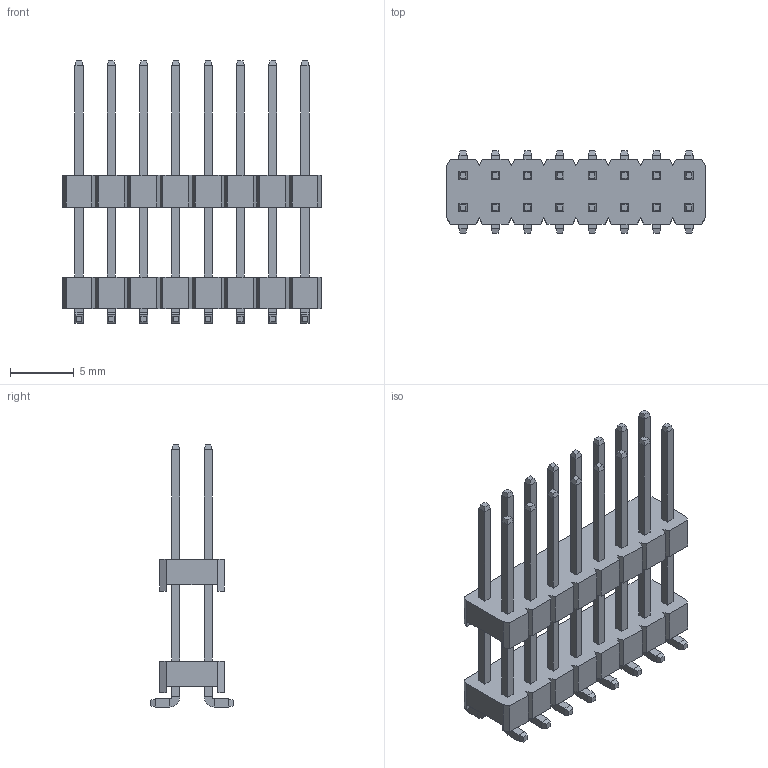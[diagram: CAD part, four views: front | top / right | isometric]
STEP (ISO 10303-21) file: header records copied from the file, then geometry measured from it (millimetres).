
FILE_DESCRIPTION (( 'STEP AP214' ), '1' );
FILE_NAME ('FPH25473-D16S1014310516M-REF.STEP', '2025-04-01T01:53:20', ( '' ), ( '' ), 'SwSTEP 2.0', 'SolidWorks 2021', '' );
FILE_SCHEMA (( 'AUTOMOTIVE_DESIGN' ));
Length unit declared in the file: millimetre
Products named in the file (1): FPH25473-D16S1014310516M-REF
Bounding box: 20.32 x 6.5 x 20.62 mm (x, y, z)
Volume: 541.9 mm3; surface area: 1447.1 mm2
Topology: 1 solids, 1 shells, 592 faces, 1412 edges, 856 vertices
Faces by surface type: plane 560, cylinder 32
Entity records: 16566 total; most frequent: CARTESIAN_POINT 2861, ORIENTED_EDGE 2824, DIRECTION 2662, EDGE_CURVE 1412, LINE 1348, VECTOR 1348, VERTEX_POINT 856, AXIS2_PLACEMENT_3D 657
